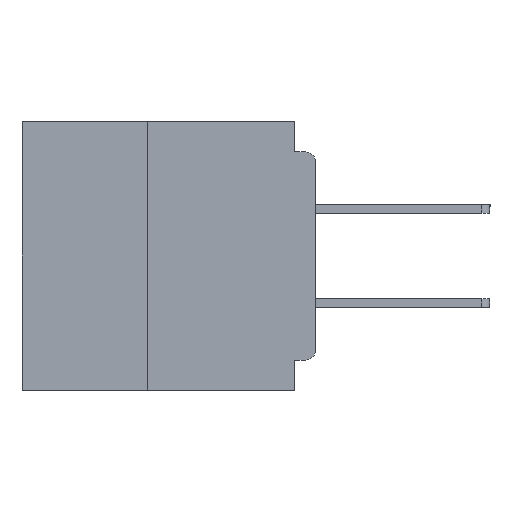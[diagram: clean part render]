
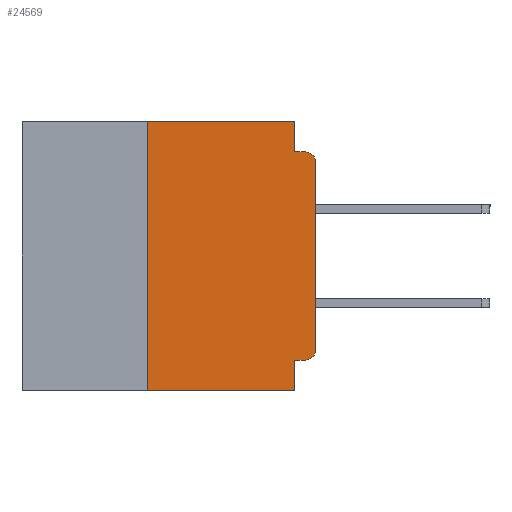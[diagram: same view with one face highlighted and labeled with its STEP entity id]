
A CAD part, left-side view. The second image highlights one B-rep face of the part: STEP entity #24569.
In plain terms, the highlighted planar face has unit normal (-1, 0, 0).
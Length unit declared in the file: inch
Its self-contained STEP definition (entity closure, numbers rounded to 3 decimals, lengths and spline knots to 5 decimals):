
#414 = CARTESIAN_POINT ( 'NONE',  ( 0., 0., -0.045 ) ) ;
#492 = VECTOR ( 'NONE', #28575, 39.37008 ) ;
#614 = LINE ( 'NONE', #22789, #16445 ) ;
#1017 = CARTESIAN_POINT ( 'NONE',  ( 0., 0.437, 0. ) ) ;
#1889 = AXIS2_PLACEMENT_3D ( 'NONE', #34060, #2988, #24893 ) ;
#2587 = EDGE_CURVE ( 'NONE', #39807, #9688, #35664, .T. ) ;
#2886 = VERTEX_POINT ( 'NONE', #6286 ) ;
#2988 = DIRECTION ( 'NONE',  ( 1., 0., 0. ) ) ;
#3036 = CARTESIAN_POINT ( 'NONE',  ( 0., 0.25, -0.4 ) ) ;
#3092 = LINE ( 'NONE', #11521, #18862 ) ;
#3168 = DIRECTION ( 'NONE',  ( 0., 0., 1. ) ) ;
#4722 = VECTOR ( 'NONE', #19915, 39.37008 ) ;
#5373 = AXIS2_PLACEMENT_3D ( 'NONE', #30744, #21494, #39999 ) ;
#6277 = CARTESIAN_POINT ( 'NONE',  ( 0., 0.015, -0.06 ) ) ;
#6286 = CARTESIAN_POINT ( 'NONE',  ( 0., 0.031, -0.355 ) ) ;
#6451 = CARTESIAN_POINT ( 'NONE',  ( 0., 0.031, -0.4 ) ) ;
#6777 = LINE ( 'NONE', #19558, #23416 ) ;
#6880 = ORIENTED_EDGE ( 'NONE', *, *, #10255, .F. ) ;
#7387 = EDGE_CURVE ( 'NONE', #7440, #29718, #23258, .T. ) ;
#7440 = VERTEX_POINT ( 'NONE', #19011 ) ;
#7571 = EDGE_CURVE ( 'NONE', #9688, #32246, #614, .T. ) ;
#8351 = CARTESIAN_POINT ( 'NONE',  ( 0., 0.031, -0.045 ) ) ;
#8433 = ORIENTED_EDGE ( 'NONE', *, *, #40130, .F. ) ;
#8459 = CIRCLE ( 'NONE', #26322, 0.015 ) ;
#8938 = LINE ( 'NONE', #414, #492 ) ;
#9169 = ORIENTED_EDGE ( 'NONE', *, *, #2587, .T. ) ;
#9213 = VERTEX_POINT ( 'NONE', #17719 ) ;
#9474 = DIRECTION ( 'NONE',  ( 0., 0., -1. ) ) ;
#9688 = VERTEX_POINT ( 'NONE', #32252 ) ;
#10255 = EDGE_CURVE ( 'NONE', #18268, #14476, #6777, .T. ) ;
#10484 = EDGE_CURVE ( 'NONE', #2886, #23202, #13680, .T. ) ;
#11304 = EDGE_CURVE ( 'NONE', #39807, #2886, #13596, .T. ) ;
#11521 = CARTESIAN_POINT ( 'NONE',  ( 0., 0.437, -0.4 ) ) ;
#12888 = FACE_OUTER_BOUND ( 'NONE', #21997, .T. ) ;
#13596 = LINE ( 'NONE', #16194, #29049 ) ;
#13680 = LINE ( 'NONE', #27310, #29133 ) ;
#14476 = VERTEX_POINT ( 'NONE', #8351 ) ;
#14486 = EDGE_CURVE ( 'NONE', #7440, #23202, #3092, .T. ) ;
#14696 = DIRECTION ( 'NONE',  ( 0., -1., 0. ) ) ;
#15427 = EDGE_CURVE ( 'NONE', #32246, #9213, #8459, .T. ) ;
#16194 = CARTESIAN_POINT ( 'NONE',  ( 0., 0., -0.355 ) ) ;
#16295 = ORIENTED_EDGE ( 'NONE', *, *, #10484, .F. ) ;
#16445 = VECTOR ( 'NONE', #19687, 39.37008 ) ;
#17719 = CARTESIAN_POINT ( 'NONE',  ( 0., 0.015, -0.045 ) ) ;
#18174 = DIRECTION ( 'NONE',  ( 0., 0., -1. ) ) ;
#18268 = VERTEX_POINT ( 'NONE', #37535 ) ;
#18862 = VECTOR ( 'NONE', #14696, 39.37008 ) ;
#19011 = CARTESIAN_POINT ( 'NONE',  ( 0., 0.25, -0.4 ) ) ;
#19024 = EDGE_CURVE ( 'NONE', #29718, #18268, #21445, .T. ) ;
#19342 = DIRECTION ( 'NONE',  ( 0., 1., 0. ) ) ;
#19558 = CARTESIAN_POINT ( 'NONE',  ( 0., 0.031, 0. ) ) ;
#19687 = DIRECTION ( 'NONE',  ( 0., 0., 1. ) ) ;
#19915 = DIRECTION ( 'NONE',  ( 0., -1., 0. ) ) ;
#21445 = LINE ( 'NONE', #1017, #4722 ) ;
#21494 = DIRECTION ( 'NONE',  ( -1., 0., 0. ) ) ;
#21814 = PLANE ( 'NONE',  #1889 ) ;
#21997 = EDGE_LOOP ( 'NONE', ( #23673, #28056, #8433, #6880, #24633, #24593, #29479, #16295, #22149, #9169 ) ) ;
#22149 = ORIENTED_EDGE ( 'NONE', *, *, #11304, .F. ) ;
#22789 = CARTESIAN_POINT ( 'NONE',  ( 0., 0., 0. ) ) ;
#23202 = VERTEX_POINT ( 'NONE', #6451 ) ;
#23258 = LINE ( 'NONE', #3036, #30442 ) ;
#23416 = VECTOR ( 'NONE', #28664, 39.37008 ) ;
#23673 = ORIENTED_EDGE ( 'NONE', *, *, #7571, .T. ) ;
#24569 = ADVANCED_FACE ( 'NONE', ( #12888 ), #21814, .F. ) ;
#24593 = ORIENTED_EDGE ( 'NONE', *, *, #7387, .F. ) ;
#24633 = ORIENTED_EDGE ( 'NONE', *, *, #19024, .F. ) ;
#24893 = DIRECTION ( 'NONE',  ( 0., 0., -1. ) ) ;
#26322 = AXIS2_PLACEMENT_3D ( 'NONE', #6277, #28071, #9474 ) ;
#27310 = CARTESIAN_POINT ( 'NONE',  ( 0., 0.031, -0.4 ) ) ;
#28056 = ORIENTED_EDGE ( 'NONE', *, *, #15427, .T. ) ;
#28071 = DIRECTION ( 'NONE',  ( -1., 0., 0. ) ) ;
#28575 = DIRECTION ( 'NONE',  ( 0., -1., 0. ) ) ;
#28664 = DIRECTION ( 'NONE',  ( 0., 0., -1. ) ) ;
#29049 = VECTOR ( 'NONE', #19342, 39.37008 ) ;
#29133 = VECTOR ( 'NONE', #18174, 39.37008 ) ;
#29479 = ORIENTED_EDGE ( 'NONE', *, *, #14486, .T. ) ;
#29718 = VERTEX_POINT ( 'NONE', #39516 ) ;
#30239 = CARTESIAN_POINT ( 'NONE',  ( 0., 0., -0.06 ) ) ;
#30442 = VECTOR ( 'NONE', #3168, 39.37008 ) ;
#30744 = CARTESIAN_POINT ( 'NONE',  ( 0., 0.015, -0.34 ) ) ;
#32246 = VERTEX_POINT ( 'NONE', #30239 ) ;
#32252 = CARTESIAN_POINT ( 'NONE',  ( 0., 0., -0.34 ) ) ;
#34060 = CARTESIAN_POINT ( 'NONE',  ( 0., 0.437, 0. ) ) ;
#35664 = CIRCLE ( 'NONE', #5373, 0.015 ) ;
#36488 = CARTESIAN_POINT ( 'NONE',  ( 0., 0.015, -0.355 ) ) ;
#37535 = CARTESIAN_POINT ( 'NONE',  ( 0., 0.031, 0. ) ) ;
#39516 = CARTESIAN_POINT ( 'NONE',  ( 0., 0.25, 0. ) ) ;
#39807 = VERTEX_POINT ( 'NONE', #36488 ) ;
#39999 = DIRECTION ( 'NONE',  ( 0., 0., -1. ) ) ;
#40130 = EDGE_CURVE ( 'NONE', #14476, #9213, #8938, .T. ) ;
